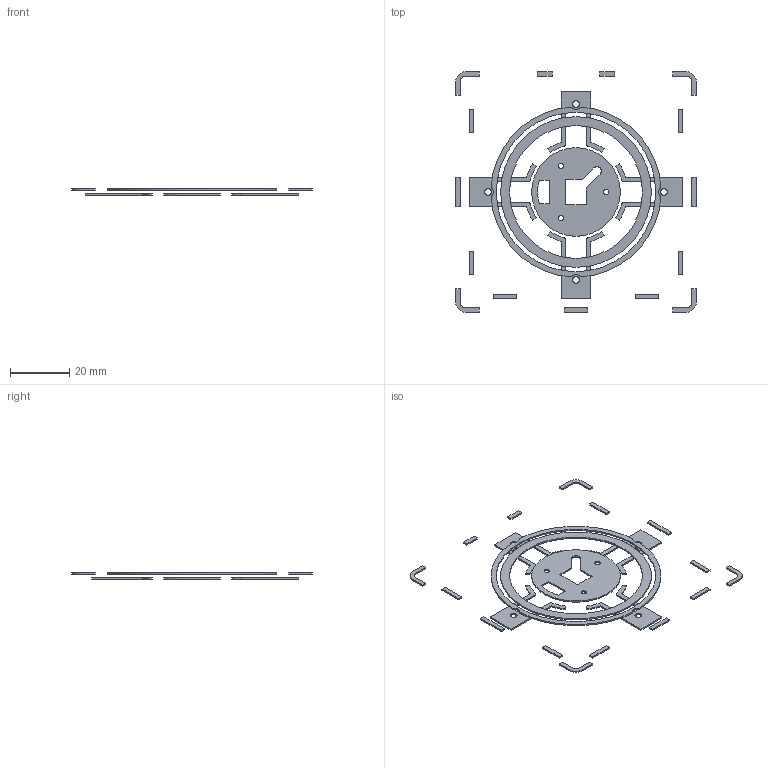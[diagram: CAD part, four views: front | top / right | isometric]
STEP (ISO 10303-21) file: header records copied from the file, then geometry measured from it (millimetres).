
FILE_DESCRIPTION(/* description */ (''),/* implementation_level */ '2;1');
FILE_NAME(/* name */ 'KeepOuts.step',/* time_stamp */ '2022-02-07T12:58:58-08:00',/* author */ (''),/* organization */ (''),/* preprocessor_version */ 'ST-DEVELOPER v18.1',/* originating_system */ 'Autodesk Translation Framework v10.13.0.1454',/* authorisation */ '');
FILE_SCHEMA (('AUTOMOTIVE_DESIGN { 1 0 10303 214 3 1 1 }'));
Length unit declared in the file: millimetre
Products named in the file (1): KeepOuts
Bounding box: 81.4 x 81.4 x 2.2 mm (x, y, z)
Volume: 1036.1 mm3; surface area: 4940.4 mm2
Topology: 22 solids, 22 shells, 206 faces, 486 edges, 324 vertices
Faces by surface type: plane 153, cylinder 53
Full cylindrical faces by diameter (mm): 1.8 x3, 2.2 x4, 30 x1, 45 x1, 51 x1, 54 x1
Entity records: 5952 total; most frequent: CARTESIAN_POINT 1017, DIRECTION 1006, ORIENTED_EDGE 972, EDGE_CURVE 486, LINE 380, VECTOR 380, VERTEX_POINT 324, AXIS2_PLACEMENT_3D 313
